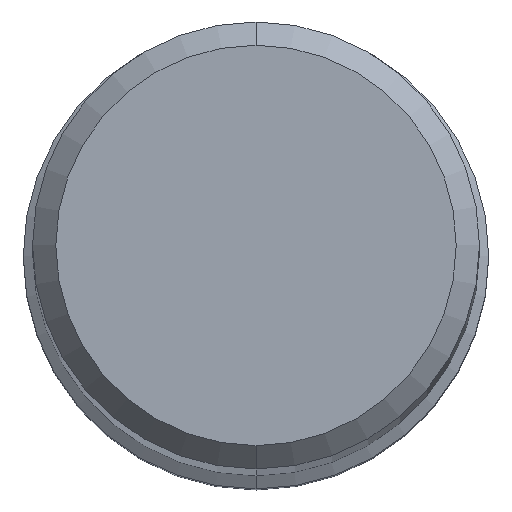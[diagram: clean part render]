
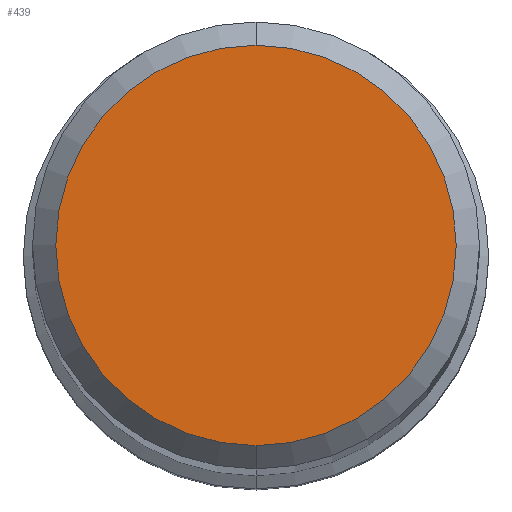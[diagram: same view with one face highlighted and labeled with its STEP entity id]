
A CAD part, top view. The second image highlights one B-rep face of the part: STEP entity #439.
In plain terms, the highlighted planar face has unit normal (0, 0, 1).
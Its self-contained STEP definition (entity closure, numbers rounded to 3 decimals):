
#261=VERTEX_POINT('',#656);
#317=VERTEX_POINT('',#721);
#415=EDGE_CURVE('',#261,#317,#832,.T.);
#439=ADVANCED_FACE('',(#857),#858,.T.);
#463=EDGE_CURVE('',#317,#261,#882,.T.);
#656=CARTESIAN_POINT('',(0.0,4.3,0.0));
#721=CARTESIAN_POINT('',(0.,-4.3,0.0));
#832=CIRCLE('',#1423,4.3);
#857=FACE_OUTER_BOUND('',#1457,.T.);
#858=PLANE('',#1458);
#882=CIRCLE('',#1525,4.3);
#1423=AXIS2_PLACEMENT_3D('',#2124,#2125,#2126);
#1457=EDGE_LOOP('',(#2143,#2144));
#1458=AXIS2_PLACEMENT_3D('',#2145,#2146,#2147);
#1525=AXIS2_PLACEMENT_3D('',#2159,#2160,#2161);
#2124=CARTESIAN_POINT('',(0.0,0.0,0.0));
#2125=DIRECTION('',(0.0,0.0,-1.0));
#2126=DIRECTION('',(0.0,1.0,0.0));
#2143=ORIENTED_EDGE('',*,*,#415,.F.);
#2144=ORIENTED_EDGE('',*,*,#463,.F.);
#2145=CARTESIAN_POINT('',(0.0,2.15,0.0));
#2146=DIRECTION('',(-0.0,0.0,1.0));
#2147=DIRECTION('',(0.0,-1.0,0.0));
#2159=CARTESIAN_POINT('',(0.0,0.0,0.0));
#2160=DIRECTION('',(0.0,0.0,-1.0));
#2161=DIRECTION('',(0.0,1.0,0.0));
